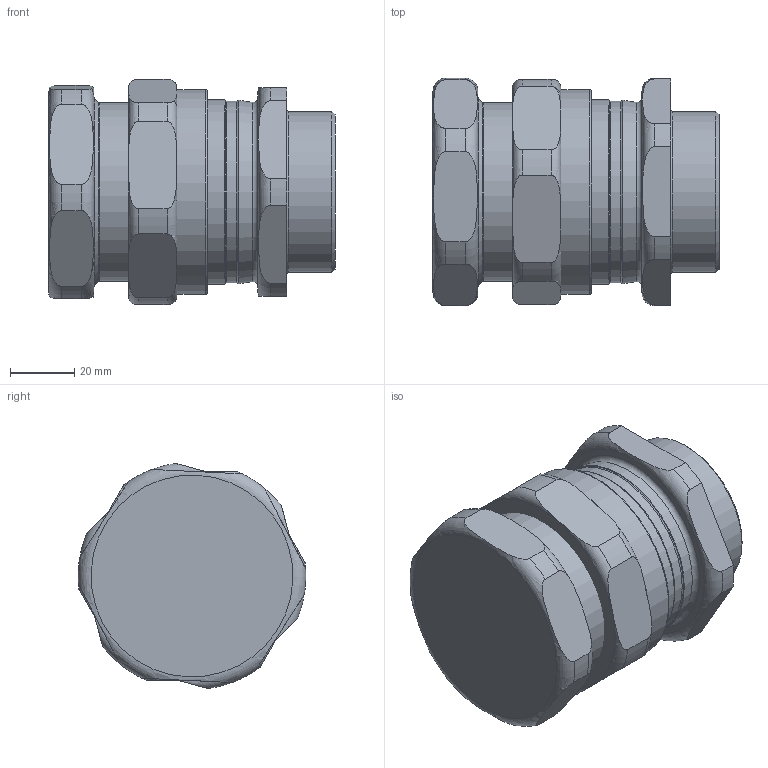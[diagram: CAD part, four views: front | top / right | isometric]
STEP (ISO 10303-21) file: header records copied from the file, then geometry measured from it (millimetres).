
FILE_DESCRIPTION(/* description */ (''),/* implementation_level */ '2;1');
FILE_NAME(/* name */ 'CSB 656N D -X.stp',/* time_stamp */ '2021-04-26T12:10:11+06:00',/* author */ ('vinaykumark'),/* organization */ (''),/* preprocessor_version */ 'ST-DEVELOPER v18',/* originating_system */ 'Autodesk Inventor 2020',/* authorisation */ '');
FILE_SCHEMA (('AUTOMOTIVE_DESIGN { 1 0 10303 214 3 1 1 }'));
Length unit declared in the file: inch
Products named in the file (1): CSB 656N D -X
Bounding box: 89 x 70.8 x 70.05 mm (x, y, z)
Volume: 428516.8 mm3; surface area: 61394.7 mm2
Topology: 6 solids, 6 shells, 255 faces, 725 edges, 505 vertices
Faces by surface type: plane 101, bspline 72, torus 38, cylinder 34, cone 10
Full cylindrical faces by diameter (mm): 44.3 x1, 44.5 x1, 47.6 x1, 49.9 x1, 50 x1, 52 x1, 52.6 x1, 55.25 x1, 55.5 x1, 56.44 x1, 57.2 x1, 57.44 x1, 60.325 x1, 64 x1
Entity records: 10053 total; most frequent: CARTESIAN_POINT 3355, ORIENTED_EDGE 1444, DIRECTION 1165, EDGE_CURVE 722, VERTEX_POINT 499, AXIS2_PLACEMENT_3D 437, LINE 291, VECTOR 291
